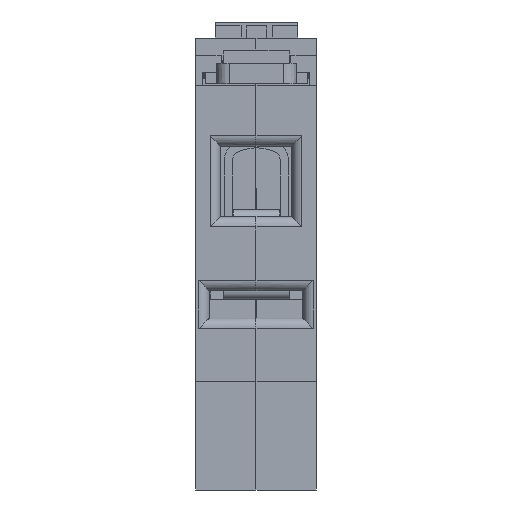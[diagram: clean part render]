
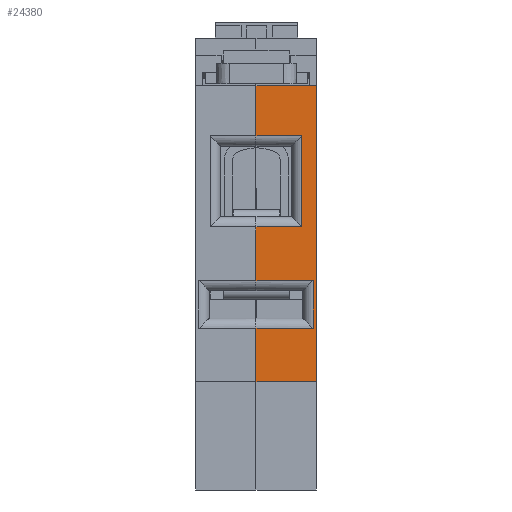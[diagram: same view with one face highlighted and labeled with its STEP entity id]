
A CAD part, left-side view. The second image highlights one B-rep face of the part: STEP entity #24380.
In plain terms, the highlighted planar face has unit normal (-1, 0, 0).
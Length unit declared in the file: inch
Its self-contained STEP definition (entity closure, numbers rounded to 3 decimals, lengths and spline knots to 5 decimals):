
#244 = DIRECTION ( 'NONE',  ( 0., -1., 0. ) ) ;
#672 = DIRECTION ( 'NONE',  ( 0., 0., 1. ) ) ;
#862 = CARTESIAN_POINT ( 'NONE',  ( 0., 0.355, 0.315 ) ) ;
#947 = VERTEX_POINT ( 'NONE', #3015 ) ;
#2223 = CARTESIAN_POINT ( 'NONE',  ( 0., 0.355, 1.445 ) ) ;
#2633 = LINE ( 'NONE', #29435, #10738 ) ;
#3015 = CARTESIAN_POINT ( 'NONE',  ( 0., 0., 1.74 ) ) ;
#3134 = CARTESIAN_POINT ( 'NONE',  ( 0., 0.355, 0. ) ) ;
#3258 = CARTESIAN_POINT ( 'NONE',  ( 0., 0.355, 1.74 ) ) ;
#3662 = VERTEX_POINT ( 'NONE', #2223 ) ;
#3953 = VERTEX_POINT ( 'NONE', #13325 ) ;
#4214 = VERTEX_POINT ( 'NONE', #20111 ) ;
#4387 = ORIENTED_EDGE ( 'NONE', *, *, #4556, .T. ) ;
#4556 = EDGE_CURVE ( 'NONE', #33332, #3953, #36247, .T. ) ;
#4626 = VERTEX_POINT ( 'NONE', #24866 ) ;
#5587 = CARTESIAN_POINT ( 'NONE',  ( 0., 0.085, 0.91 ) ) ;
#5759 = DIRECTION ( 'NONE',  ( 1., 0., 0. ) ) ;
#5785 = VERTEX_POINT ( 'NONE', #5587 ) ;
#5893 = DIRECTION ( 'NONE',  ( 0., 0., -1. ) ) ;
#6468 = CARTESIAN_POINT ( 'NONE',  ( 0., 0.355, 1.74 ) ) ;
#6518 = EDGE_CURVE ( 'NONE', #14535, #36732, #7801, .T. ) ;
#6529 = DIRECTION ( 'NONE',  ( 0., 0., 1. ) ) ;
#6740 = VERTEX_POINT ( 'NONE', #3258 ) ;
#6937 = EDGE_CURVE ( 'NONE', #4214, #21394, #7226, .T. ) ;
#7226 = LINE ( 'NONE', #20276, #37098 ) ;
#7284 = LINE ( 'NONE', #20504, #14105 ) ;
#7801 = LINE ( 'NONE', #14167, #14639 ) ;
#7823 = AXIS2_PLACEMENT_3D ( 'NONE', #14683, #5759, #5893 ) ;
#8342 = VECTOR ( 'NONE', #23056, 39.37008 ) ;
#9365 = VERTEX_POINT ( 'NONE', #14514 ) ;
#9480 = DIRECTION ( 'NONE',  ( 0., 0., -1. ) ) ;
#9751 = LINE ( 'NONE', #6468, #16535 ) ;
#10738 = VECTOR ( 'NONE', #9480, 39.37008 ) ;
#11166 = DIRECTION ( 'NONE',  ( 0., 0., 1. ) ) ;
#11311 = VECTOR ( 'NONE', #244, 39.37008 ) ;
#11506 = DIRECTION ( 'NONE',  ( 0., -1., 0. ) ) ;
#11823 = ORIENTED_EDGE ( 'NONE', *, *, #34103, .T. ) ;
#13280 = DIRECTION ( 'NONE',  ( 0., 0., -1. ) ) ;
#13325 = CARTESIAN_POINT ( 'NONE',  ( 0., 0.02, 0.315 ) ) ;
#13533 = ORIENTED_EDGE ( 'NONE', *, *, #27004, .F. ) ;
#13926 = DIRECTION ( 'NONE',  ( 0., 1., 0. ) ) ;
#14105 = VECTOR ( 'NONE', #672, 39.37008 ) ;
#14153 = ORIENTED_EDGE ( 'NONE', *, *, #14325, .T. ) ;
#14167 = CARTESIAN_POINT ( 'NONE',  ( 0., 0.355, 1.74 ) ) ;
#14325 = EDGE_CURVE ( 'NONE', #14535, #9365, #33500, .T. ) ;
#14514 = CARTESIAN_POINT ( 'NONE',  ( 0., 0., 0. ) ) ;
#14535 = VERTEX_POINT ( 'NONE', #23750 ) ;
#14639 = VECTOR ( 'NONE', #34360, 39.37008 ) ;
#14683 = CARTESIAN_POINT ( 'NONE',  ( 0., 0.355, 1.74 ) ) ;
#16535 = VECTOR ( 'NONE', #32507, 39.37008 ) ;
#16653 = ORIENTED_EDGE ( 'NONE', *, *, #35746, .T. ) ;
#17427 = LINE ( 'NONE', #28481, #8342 ) ;
#18473 = CARTESIAN_POINT ( 'NONE',  ( 0., 0.355, 1.445 ) ) ;
#19340 = ORIENTED_EDGE ( 'NONE', *, *, #27496, .T. ) ;
#20111 = CARTESIAN_POINT ( 'NONE',  ( 0., 0.355, 0.595 ) ) ;
#20178 = EDGE_CURVE ( 'NONE', #6740, #947, #9751, .T. ) ;
#20276 = CARTESIAN_POINT ( 'NONE',  ( 0., 0.355, 1.74 ) ) ;
#20504 = CARTESIAN_POINT ( 'NONE',  ( 0., 0., 1.74 ) ) ;
#20922 = EDGE_CURVE ( 'NONE', #3953, #36732, #17427, .T. ) ;
#21394 = VERTEX_POINT ( 'NONE', #27444 ) ;
#22638 = EDGE_CURVE ( 'NONE', #9365, #947, #7284, .T. ) ;
#22762 = ORIENTED_EDGE ( 'NONE', *, *, #22638, .T. ) ;
#22816 = LINE ( 'NONE', #18473, #31844 ) ;
#22877 = CARTESIAN_POINT ( 'NONE',  ( 0., 0.355, 0.91 ) ) ;
#23056 = DIRECTION ( 'NONE',  ( 0., 1., 0. ) ) ;
#23080 = VECTOR ( 'NONE', #13280, 39.37008 ) ;
#23750 = CARTESIAN_POINT ( 'NONE',  ( 0., 0.355, 0. ) ) ;
#23931 = LINE ( 'NONE', #28794, #33854 ) ;
#24380 = ADVANCED_FACE ( 'NONE', ( #24756 ), #28666, .F. ) ;
#24756 = FACE_OUTER_BOUND ( 'NONE', #31345, .T. ) ;
#24763 = VECTOR ( 'NONE', #6529, 39.37008 ) ;
#24866 = CARTESIAN_POINT ( 'NONE',  ( 0., 0.085, 1.445 ) ) ;
#25464 = ORIENTED_EDGE ( 'NONE', *, *, #20178, .F. ) ;
#25851 = LINE ( 'NONE', #22877, #26776 ) ;
#26322 = ORIENTED_EDGE ( 'NONE', *, *, #6937, .F. ) ;
#26776 = VECTOR ( 'NONE', #13926, 39.37008 ) ;
#26882 = CARTESIAN_POINT ( 'NONE',  ( 0., 0.355, 1.74 ) ) ;
#26895 = ORIENTED_EDGE ( 'NONE', *, *, #20922, .T. ) ;
#27004 = EDGE_CURVE ( 'NONE', #3662, #6740, #30646, .T. ) ;
#27444 = CARTESIAN_POINT ( 'NONE',  ( 0., 0.355, 0.91 ) ) ;
#27496 = EDGE_CURVE ( 'NONE', #4214, #33332, #23931, .T. ) ;
#27619 = EDGE_CURVE ( 'NONE', #4626, #5785, #2633, .T. ) ;
#28481 = CARTESIAN_POINT ( 'NONE',  ( 0., 0.355, 0.315 ) ) ;
#28666 = PLANE ( 'NONE',  #7823 ) ;
#28794 = CARTESIAN_POINT ( 'NONE',  ( 0., 0.355, 0.595 ) ) ;
#29242 = CARTESIAN_POINT ( 'NONE',  ( 0., 0.02, 0.595 ) ) ;
#29435 = CARTESIAN_POINT ( 'NONE',  ( 0., 0.085, 1.74 ) ) ;
#30314 = DIRECTION ( 'NONE',  ( 0., -1., 0. ) ) ;
#30522 = ORIENTED_EDGE ( 'NONE', *, *, #27619, .T. ) ;
#30646 = LINE ( 'NONE', #26882, #24763 ) ;
#31345 = EDGE_LOOP ( 'NONE', ( #4387, #26895, #32056, #14153, #22762, #25464, #13533, #11823, #30522, #16653, #26322, #19340 ) ) ;
#31844 = VECTOR ( 'NONE', #30314, 39.37008 ) ;
#32056 = ORIENTED_EDGE ( 'NONE', *, *, #6518, .F. ) ;
#32507 = DIRECTION ( 'NONE',  ( 0., -1., 0. ) ) ;
#33332 = VERTEX_POINT ( 'NONE', #29242 ) ;
#33500 = LINE ( 'NONE', #3134, #11311 ) ;
#33736 = CARTESIAN_POINT ( 'NONE',  ( 0., 0.02, 1.74 ) ) ;
#33854 = VECTOR ( 'NONE', #11506, 39.37008 ) ;
#34103 = EDGE_CURVE ( 'NONE', #3662, #4626, #22816, .T. ) ;
#34360 = DIRECTION ( 'NONE',  ( 0., 0., 1. ) ) ;
#35746 = EDGE_CURVE ( 'NONE', #5785, #21394, #25851, .T. ) ;
#36247 = LINE ( 'NONE', #33736, #23080 ) ;
#36732 = VERTEX_POINT ( 'NONE', #862 ) ;
#37098 = VECTOR ( 'NONE', #11166, 39.37008 ) ;
